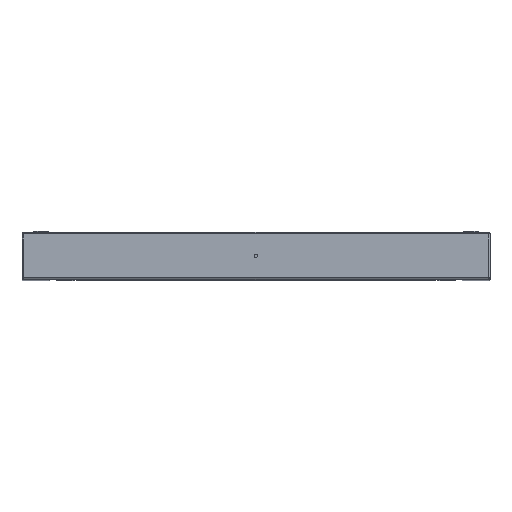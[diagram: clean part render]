
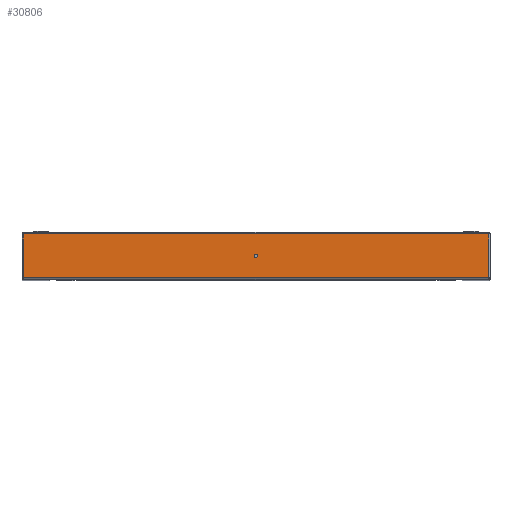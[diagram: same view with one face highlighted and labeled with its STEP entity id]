
A CAD part, top view. The second image highlights one B-rep face of the part: STEP entity #30806.
In plain terms, the highlighted planar face has unit normal (0, 0, 1).
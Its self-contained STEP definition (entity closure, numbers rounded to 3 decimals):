
#2306=CIRCLE('',#33096,1.85);
#3395=ORIENTED_EDGE('',*,*,#12679,.F.);
#3396=ORIENTED_EDGE('',*,*,#12680,.T.);
#3397=ORIENTED_EDGE('',*,*,#12681,.F.);
#3398=ORIENTED_EDGE('',*,*,#12682,.F.);
#3399=ORIENTED_EDGE('',*,*,#12683,.T.);
#12679=EDGE_CURVE('',#17321,#17322,#20453,.T.);
#12680=EDGE_CURVE('',#17321,#17323,#20454,.T.);
#12681=EDGE_CURVE('',#17324,#17323,#20455,.T.);
#12682=EDGE_CURVE('',#17322,#17324,#20456,.T.);
#12683=EDGE_CURVE('',#17325,#17325,#2306,.T.);
#17321=VERTEX_POINT('',#44264);
#17322=VERTEX_POINT('',#44265);
#17323=VERTEX_POINT('',#44267);
#17324=VERTEX_POINT('',#44269);
#17325=VERTEX_POINT('',#44272);
#20453=LINE('',#44263,#22746);
#20454=LINE('',#44266,#22747);
#20455=LINE('',#44268,#22748);
#20456=LINE('',#44270,#22749);
#22746=VECTOR('',#36070,1000.);
#22747=VECTOR('',#36071,1000.);
#22748=VECTOR('',#36072,1000.);
#22749=VECTOR('',#36073,1000.);
#24981=EDGE_LOOP('',(#3395,#3396,#3397,#3398));
#24982=EDGE_LOOP('',(#3399));
#27319=FACE_BOUND('',#24981,.T.);
#27320=FACE_BOUND('',#24982,.T.);
#29639=PLANE('',#33095);
#30806=ADVANCED_FACE('',(#27319,#27320),#29639,.F.);
#33095=AXIS2_PLACEMENT_3D('',#44262,#36068,#36069);
#33096=AXIS2_PLACEMENT_3D('',#44271,#36074,#36075);
#36068=DIRECTION('',(0.,0.,-1.));
#36069=DIRECTION('',(-1.,0.,0.));
#36070=DIRECTION('',(-1.,0.,0.));
#36071=DIRECTION('',(0.,1.,0.));
#36072=DIRECTION('',(1.,0.,0.));
#36073=DIRECTION('',(0.,1.,0.));
#36074=DIRECTION('',(0.,0.,-1.));
#36075=DIRECTION('',(1.,0.,0.));
#44262=CARTESIAN_POINT('',(0.,1.5,0.));
#44263=CARTESIAN_POINT('',(0.,1.6,0.));
#44264=CARTESIAN_POINT('',(248.4,1.6,0.));
#44265=CARTESIAN_POINT('',(-248.4,1.6,0.));
#44266=CARTESIAN_POINT('',(248.4,1.5,0.));
#44267=CARTESIAN_POINT('',(248.4,48.4,0.));
#44268=CARTESIAN_POINT('',(-248.4,48.4,0.));
#44269=CARTESIAN_POINT('',(-248.4,48.4,0.));
#44270=CARTESIAN_POINT('',(-248.4,1.5,0.));
#44271=CARTESIAN_POINT('',(0.,25.,0.));
#44272=CARTESIAN_POINT('',(1.85,25.,0.));
